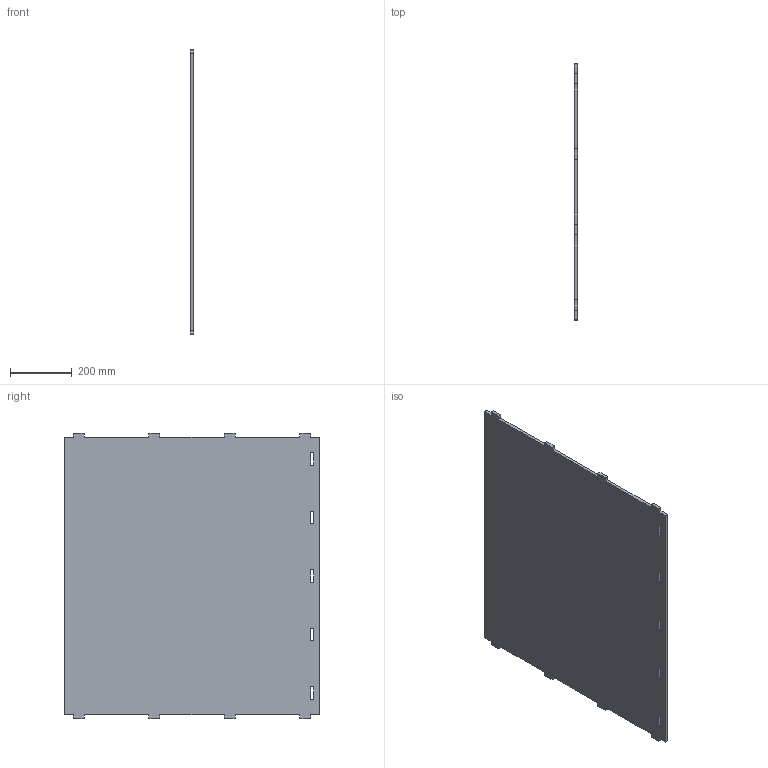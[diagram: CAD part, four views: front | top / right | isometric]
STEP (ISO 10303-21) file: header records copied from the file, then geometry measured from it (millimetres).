
FILE_DESCRIPTION(/* description */ (''),/* implementation_level */ '2;1');
FILE_NAME(/* name */ 'Fundo.stp',/* time_stamp */ '2017-10-24T23:47:49-02:00',/* author */ ('Felipe'),/* organization */ (''),/* preprocessor_version */ 'ST-DEVELOPER v16.5',/* originating_system */ 'Autodesk Inventor 2017',/* authorisation */ '');
FILE_SCHEMA (('AUTOMOTIVE_DESIGN { 1 0 10303 214 3 1 1 }'));
Length unit declared in the file: millimetre
Products named in the file (1): Fundo
Bounding box: 10 x 830 x 925.33 mm (x, y, z)
Volume: 7485457.7 mm3; surface area: 1538717.7 mm2
Topology: 1 solids, 1 shells, 58 faces, 168 edges, 112 vertices
Faces by surface type: plane 58
Entity records: 1922 total; most frequent: CARTESIAN_POINT 339, ORIENTED_EDGE 336, DIRECTION 286, LINE 168, VECTOR 168, EDGE_CURVE 168, VERTEX_POINT 112, EDGE_LOOP 68
